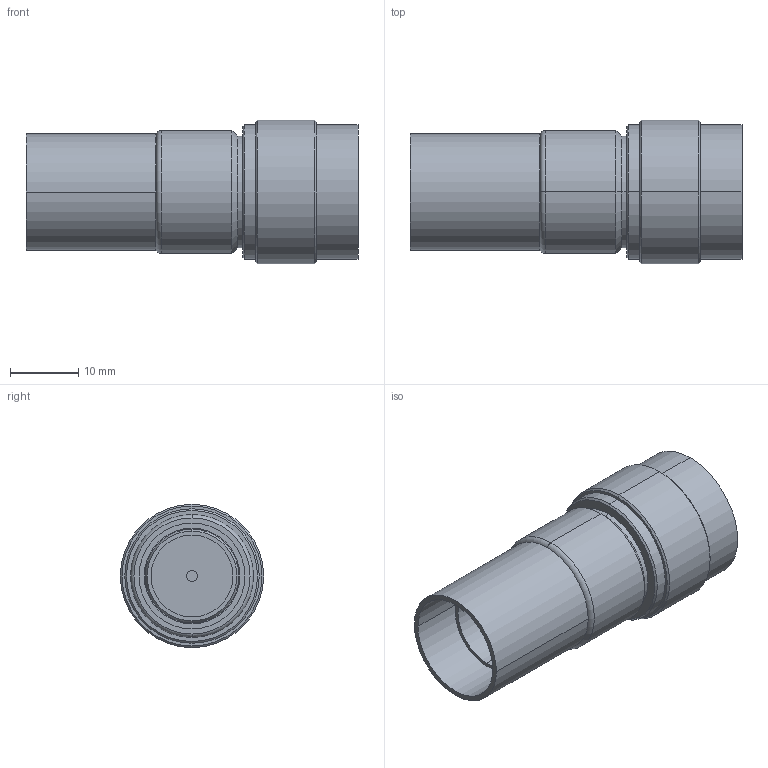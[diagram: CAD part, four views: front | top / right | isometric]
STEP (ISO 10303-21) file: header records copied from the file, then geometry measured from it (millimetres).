
FILE_DESCRIPTION (( 'STEP AP203' ), '1' );
FILE_NAME ('ANM-1610.STEP', '2010-04-09T19:23:53', ( 'x' ), ( 'Microsoft' ), 'SwSTEP 2.0', 'SolidWorks 2010', '' );
FILE_SCHEMA (( 'CONFIG_CONTROL_DESIGN' ));
Length unit declared in the file: inch
Products named in the file (4): ANM-1610-MA2; ANM-1610; ANM-1610-MA1
Assembly tree (3 placements, depth 2):
  ANM-1610
    ANM-1610-MA1
    ANM-1610-MA2
    ANM-1610
Bounding box: 48.59 x 20.98 x 20.98 mm (x, y, z)
Volume: 8175.5 mm3; surface area: 7014.4 mm2
Topology: 3 solids, 3 shells, 146 faces, 316 edges, 188 vertices
Faces by surface type: cylinder 62, cone 46, plane 36, torus 2
Entity records: 4422 total; most frequent: DIRECTION 778, CARTESIAN_POINT 698, ORIENTED_EDGE 632, AXIS2_PLACEMENT_3D 318, EDGE_CURVE 316, VERTEX_POINT 188, CIRCLE 166, EDGE_LOOP 164
